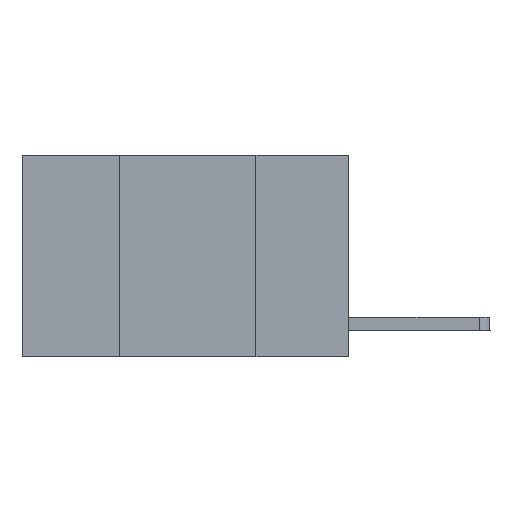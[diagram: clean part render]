
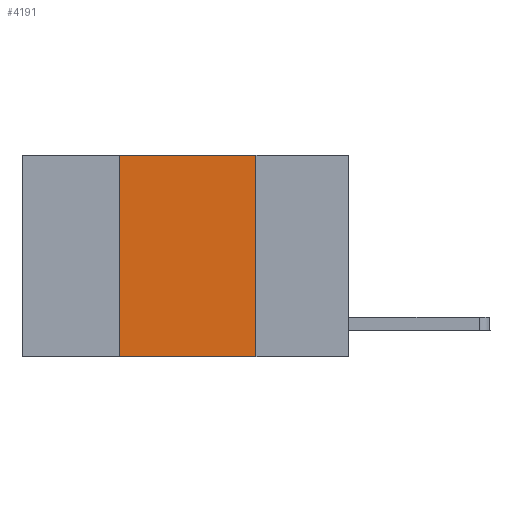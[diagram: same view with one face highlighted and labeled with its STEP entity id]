
A CAD part, left-side view. The second image highlights one B-rep face of the part: STEP entity #4191.
In plain terms, the highlighted planar face has unit normal (-1, 0, 0).
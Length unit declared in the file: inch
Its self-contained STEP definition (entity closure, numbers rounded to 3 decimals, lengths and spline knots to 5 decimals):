
#17 = CARTESIAN_POINT ( 'NONE',  ( 0., 0.6, -0.37 ) ) ;
#159 = CARTESIAN_POINT ( 'NONE',  ( 0., 0.17, -0.37 ) ) ;
#265 = DIRECTION ( 'NONE',  ( 0., 0., 1. ) ) ;
#846 = PLANE ( 'NONE',  #8556 ) ;
#1508 = CARTESIAN_POINT ( 'NONE',  ( 0., 0.6, 0. ) ) ;
#1609 = CARTESIAN_POINT ( 'NONE',  ( 0., 0.17, 0. ) ) ;
#1656 = LINE ( 'NONE', #4119, #2262 ) ;
#1680 = CARTESIAN_POINT ( 'NONE',  ( 0., 0.6, 0. ) ) ;
#1799 = VERTEX_POINT ( 'NONE', #6059 ) ;
#2262 = VECTOR ( 'NONE', #265, 39.37008 ) ;
#2312 = VERTEX_POINT ( 'NONE', #5931 ) ;
#3091 = DIRECTION ( 'NONE',  ( 0., -1., 0. ) ) ;
#3275 = ORIENTED_EDGE ( 'NONE', *, *, #8024, .T. ) ;
#3464 = VERTEX_POINT ( 'NONE', #159 ) ;
#3839 = DIRECTION ( 'NONE',  ( 0., 0., -1. ) ) ;
#4084 = DIRECTION ( 'NONE',  ( 1., 0., 0. ) ) ;
#4119 = CARTESIAN_POINT ( 'NONE',  ( 0., 0.42, 0. ) ) ;
#4191 = ADVANCED_FACE ( 'NONE', ( #5794 ), #846, .F. ) ;
#4475 = LINE ( 'NONE', #4531, #7957 ) ;
#4531 = CARTESIAN_POINT ( 'NONE',  ( 0., 0.17, 0. ) ) ;
#5145 = ORIENTED_EDGE ( 'NONE', *, *, #9861, .F. ) ;
#5210 = VECTOR ( 'NONE', #6354, 39.37008 ) ;
#5794 = FACE_OUTER_BOUND ( 'NONE', #8446, .T. ) ;
#5931 = CARTESIAN_POINT ( 'NONE',  ( 0., 0.42, 0. ) ) ;
#6059 = CARTESIAN_POINT ( 'NONE',  ( 0., 0.42, -0.37 ) ) ;
#6201 = EDGE_CURVE ( 'NONE', #8412, #3464, #4475, .T. ) ;
#6311 = EDGE_CURVE ( 'NONE', #2312, #8412, #8004, .T. ) ;
#6354 = DIRECTION ( 'NONE',  ( 0., -1., 0. ) ) ;
#6504 = ORIENTED_EDGE ( 'NONE', *, *, #6311, .F. ) ;
#7957 = VECTOR ( 'NONE', #3839, 39.37008 ) ;
#8004 = LINE ( 'NONE', #1680, #5210 ) ;
#8024 = EDGE_CURVE ( 'NONE', #1799, #3464, #9709, .T. ) ;
#8412 = VERTEX_POINT ( 'NONE', #1609 ) ;
#8446 = EDGE_LOOP ( 'NONE', ( #8635, #6504, #5145, #3275 ) ) ;
#8556 = AXIS2_PLACEMENT_3D ( 'NONE', #1508, #4084, #9824 ) ;
#8635 = ORIENTED_EDGE ( 'NONE', *, *, #6201, .F. ) ;
#9709 = LINE ( 'NONE', #17, #10046 ) ;
#9824 = DIRECTION ( 'NONE',  ( 0., 0., -1. ) ) ;
#9861 = EDGE_CURVE ( 'NONE', #1799, #2312, #1656, .T. ) ;
#10046 = VECTOR ( 'NONE', #3091, 39.37008 ) ;
